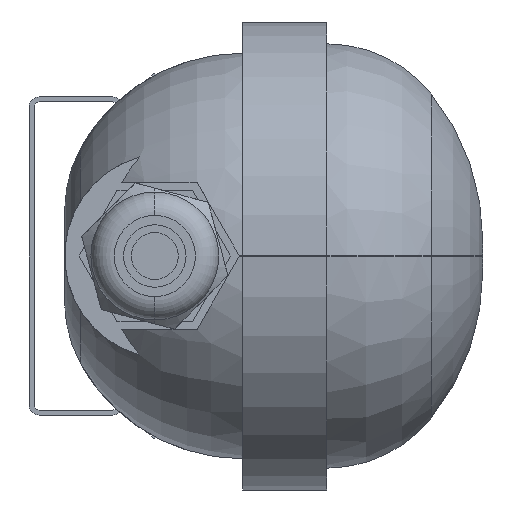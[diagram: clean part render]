
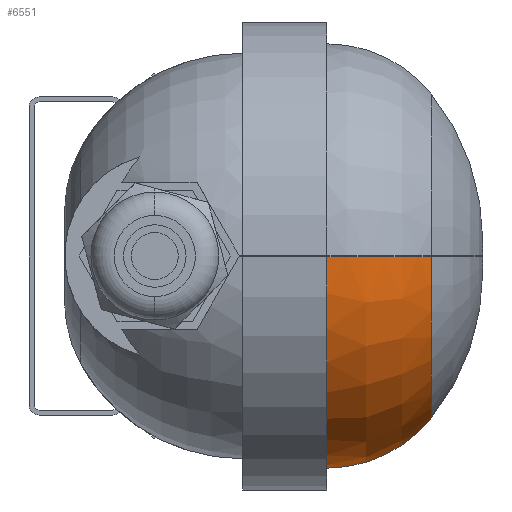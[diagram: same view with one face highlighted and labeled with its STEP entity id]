
A CAD part, left-side view. The second image highlights one B-rep face of the part: STEP entity #6551.
In plain terms, the highlighted toroidal (fillet/blend) face has major radius 12.421 mm and minor radius 21.479 mm.
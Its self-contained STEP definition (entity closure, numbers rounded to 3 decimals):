
#66 = CIRCLE ( 'NONE', #4173, 33.9 ) ;
#187 = AXIS2_PLACEMENT_3D ( 'NONE', #2456, #10653, #9707 ) ;
#336 = EDGE_CURVE ( 'NONE', #11945, #4351, #7006, .T. ) ;
#1053 = ORIENTED_EDGE ( 'NONE', *, *, #5071, .F. ) ;
#1055 = DIRECTION ( 'NONE',  ( 0., -1., 0. ) ) ;
#1199 = ORIENTED_EDGE ( 'NONE', *, *, #13293, .T. ) ;
#1357 = CARTESIAN_POINT ( 'NONE',  ( -288.456, -25.259, -0.1 ) ) ;
#1371 = AXIS2_PLACEMENT_3D ( 'NONE', #6267, #4203, #11536 ) ;
#1692 = CARTESIAN_POINT ( 'NONE',  ( -262.6, -8.5, -34. ) ) ;
#2456 = CARTESIAN_POINT ( 'NONE',  ( -262.6, -25.259, -0.1 ) ) ;
#2557 = VERTEX_POINT ( 'NONE', #11612 ) ;
#2931 = ORIENTED_EDGE ( 'NONE', *, *, #6420, .T. ) ;
#3101 = CARTESIAN_POINT ( 'NONE',  ( -262.6, -8.5, -0.1 ) ) ;
#4173 = AXIS2_PLACEMENT_3D ( 'NONE', #3101, #12313, #7259 ) ;
#4203 = DIRECTION ( 'NONE',  ( 1., 0., 0. ) ) ;
#4351 = VERTEX_POINT ( 'NONE', #10800 ) ;
#5071 = EDGE_CURVE ( 'NONE', #4351, #5462, #5740, .T. ) ;
#5346 = EDGE_LOOP ( 'NONE', ( #1199, #2931, #1053, #7021 ) ) ;
#5462 = VERTEX_POINT ( 'NONE', #1692 ) ;
#5740 = CIRCLE ( 'NONE', #1371, 21.479 ) ;
#5934 = TOROIDAL_SURFACE ( 'NONE', #11985, 12.421, 21.479 ) ;
#6267 = CARTESIAN_POINT ( 'NONE',  ( -262.6, -8.5, -12.521 ) ) ;
#6420 = EDGE_CURVE ( 'NONE', #2557, #5462, #66, .T. ) ;
#6551 = ADVANCED_FACE ( 'NONE', ( #12651 ), #5934, .T. ) ;
#7006 = CIRCLE ( 'NONE', #187, 25.856 ) ;
#7021 = ORIENTED_EDGE ( 'NONE', *, *, #336, .F. ) ;
#7122 = DIRECTION ( 'NONE',  ( 0., 0., -1. ) ) ;
#7259 = DIRECTION ( 'NONE',  ( 0., 0., -1. ) ) ;
#7463 = CARTESIAN_POINT ( 'NONE',  ( -262.6, -8.5, -0.1 ) ) ;
#8113 = CARTESIAN_POINT ( 'NONE',  ( -275.021, -8.5, -0.1 ) ) ;
#8142 = CIRCLE ( 'NONE', #9530, 21.479 ) ;
#9422 = DIRECTION ( 'NONE',  ( 0., 0., -1. ) ) ;
#9530 = AXIS2_PLACEMENT_3D ( 'NONE', #8113, #7122, #13527 ) ;
#9707 = DIRECTION ( 'NONE',  ( 0., 0., -1. ) ) ;
#10653 = DIRECTION ( 'NONE',  ( 0., -1., 0. ) ) ;
#10800 = CARTESIAN_POINT ( 'NONE',  ( -262.6, -25.259, -25.956 ) ) ;
#11536 = DIRECTION ( 'NONE',  ( 0., 0., 1. ) ) ;
#11612 = CARTESIAN_POINT ( 'NONE',  ( -296.5, -8.5, -0.1 ) ) ;
#11945 = VERTEX_POINT ( 'NONE', #1357 ) ;
#11985 = AXIS2_PLACEMENT_3D ( 'NONE', #7463, #1055, #9422 ) ;
#12313 = DIRECTION ( 'NONE',  ( 0., -1., 0. ) ) ;
#12651 = FACE_OUTER_BOUND ( 'NONE', #5346, .T. ) ;
#13293 = EDGE_CURVE ( 'NONE', #11945, #2557, #8142, .T. ) ;
#13527 = DIRECTION ( 'NONE',  ( 1., 0., 0. ) ) ;
